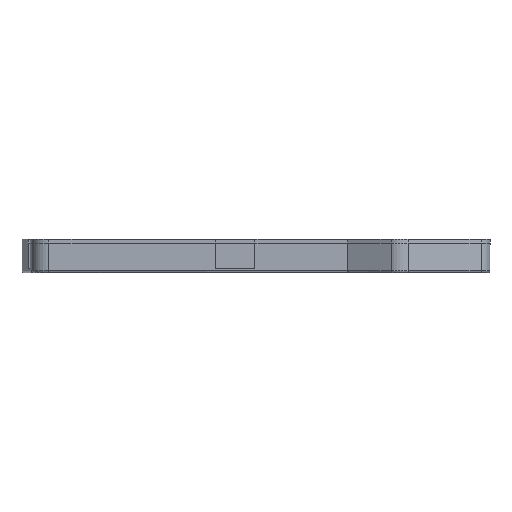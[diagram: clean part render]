
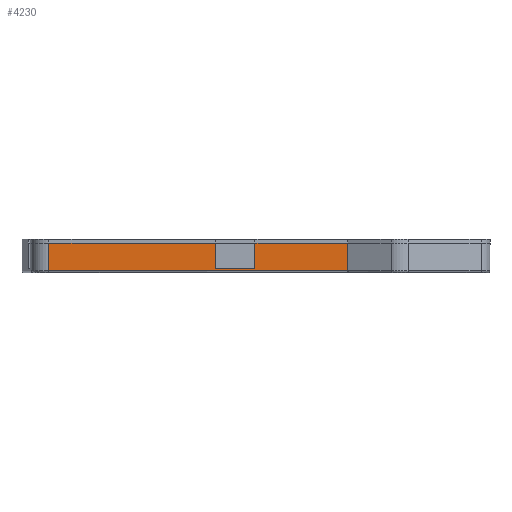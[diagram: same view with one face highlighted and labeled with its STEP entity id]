
A CAD part, left-side view. The second image highlights one B-rep face of the part: STEP entity #4230.
In plain terms, the highlighted planar face has unit normal (-1, 0, 0).
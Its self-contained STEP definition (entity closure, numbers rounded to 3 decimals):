
#977 = CYLINDRICAL_SURFACE('',#978,0.5);
#978 = AXIS2_PLACEMENT_3D('',#979,#980,#981);
#979 = CARTESIAN_POINT('',(85.274,-38.332,-0.5));
#980 = DIRECTION('',(0.,-1.,0.));
#981 = DIRECTION('',(-1.,0.,0.));
#1766 = PLANE('',#1767);
#1767 = AXIS2_PLACEMENT_3D('',#1768,#1769,#1770);
#1768 = CARTESIAN_POINT('',(84.775,-114.256,6.5));
#1769 = DIRECTION('',(-1.,0.,0.));
#1770 = DIRECTION('',(0.,1.,0.));
#2120 = PLANE('',#2121);
#2121 = AXIS2_PLACEMENT_3D('',#2122,#2123,#2124);
#2122 = CARTESIAN_POINT('',(84.775,-114.256,6.5));
#2123 = DIRECTION('',(-0.88,0.475,0.));
#2124 = DIRECTION('',(-0.475,-0.88,0.));
#2398 = VERTEX_POINT('',#2399);
#2399 = CARTESIAN_POINT('',(84.775,-114.256,-0.5));
#2512 = VERTEX_POINT('',#2513);
#2513 = CARTESIAN_POINT('',(84.774,-38.332,-0.5));
#2537 = EDGE_CURVE('',#2512,#2398,#2538,.T.);
#2538 = SURFACE_CURVE('',#2539,(#2543,#2550),.PCURVE_S1.);
#2539 = LINE('',#2540,#2541);
#2540 = CARTESIAN_POINT('',(84.774,-38.332,-0.5));
#2541 = VECTOR('',#2542,1.);
#2542 = DIRECTION('',(0.,-1.,0.));
#2543 = PCURVE('',#977,#2544);
#2544 = DEFINITIONAL_REPRESENTATION('',(#2545),#2549);
#2545 = LINE('',#2546,#2547);
#2546 = CARTESIAN_POINT('',(0.,0.));
#2547 = VECTOR('',#2548,1.);
#2548 = DIRECTION('',(0.,1.));
#2549 = ( GEOMETRIC_REPRESENTATION_CONTEXT(2) 
PARAMETRIC_REPRESENTATION_CONTEXT() REPRESENTATION_CONTEXT('2D SPACE',''
  ) );
#2550 = PCURVE('',#2551,#2556);
#2551 = PLANE('',#2552);
#2552 = AXIS2_PLACEMENT_3D('',#2553,#2554,#2555);
#2553 = CARTESIAN_POINT('',(84.774,-34.004,6.5));
#2554 = DIRECTION('',(-1.,0.,-0.));
#2555 = DIRECTION('',(0.,-1.,0.));
#2556 = DEFINITIONAL_REPRESENTATION('',(#2557),#2561);
#2557 = LINE('',#2558,#2559);
#2558 = CARTESIAN_POINT('',(4.328,-7.));
#2559 = VECTOR('',#2560,1.);
#2560 = DIRECTION('',(1.,0.));
#2561 = ( GEOMETRIC_REPRESENTATION_CONTEXT(2) 
PARAMETRIC_REPRESENTATION_CONTEXT() REPRESENTATION_CONTEXT('2D SPACE',''
  ) );
#2668 = CYLINDRICAL_SURFACE('',#2669,4.5);
#2669 = AXIS2_PLACEMENT_3D('',#2670,#2671,#2672);
#2670 = CARTESIAN_POINT('',(89.274,-38.332,6.5));
#2671 = DIRECTION('',(0.,0.,-1.));
#2672 = DIRECTION('',(-0.039,0.999,0.));
#3819 = VERTEX_POINT('',#3820);
#3820 = CARTESIAN_POINT('',(84.775,-90.65,6.5));
#3855 = PLANE('',#3856);
#3856 = AXIS2_PLACEMENT_3D('',#3857,#3858,#3859);
#3857 = CARTESIAN_POINT('',(88.55,-90.65,6.5));
#3858 = DIRECTION('',(0.,1.,0.));
#3859 = DIRECTION('',(-1.,0.,0.));
#3871 = VERTEX_POINT('',#3872);
#3872 = CARTESIAN_POINT('',(84.775,-114.256,6.5));
#3895 = EDGE_CURVE('',#3819,#3871,#3896,.T.);
#3896 = SURFACE_CURVE('',#3897,(#3901,#3908),.PCURVE_S1.);
#3897 = LINE('',#3898,#3899);
#3898 = CARTESIAN_POINT('',(84.774,-34.004,6.5));
#3899 = VECTOR('',#3900,1.);
#3900 = DIRECTION('',(0.,-1.,0.));
#3901 = PCURVE('',#1766,#3902);
#3902 = DEFINITIONAL_REPRESENTATION('',(#3903),#3907);
#3903 = LINE('',#3904,#3905);
#3904 = CARTESIAN_POINT('',(80.252,0.));
#3905 = VECTOR('',#3906,1.);
#3906 = DIRECTION('',(-1.,-0.));
#3907 = ( GEOMETRIC_REPRESENTATION_CONTEXT(2) 
PARAMETRIC_REPRESENTATION_CONTEXT() REPRESENTATION_CONTEXT('2D SPACE',''
  ) );
#3908 = PCURVE('',#2551,#3909);
#3909 = DEFINITIONAL_REPRESENTATION('',(#3910),#3914);
#3910 = LINE('',#3911,#3912);
#3911 = CARTESIAN_POINT('',(0.,0.));
#3912 = VECTOR('',#3913,1.);
#3913 = DIRECTION('',(1.,0.));
#3914 = ( GEOMETRIC_REPRESENTATION_CONTEXT(2) 
PARAMETRIC_REPRESENTATION_CONTEXT() REPRESENTATION_CONTEXT('2D SPACE',''
  ) );
#4128 = EDGE_CURVE('',#3871,#2398,#4129,.T.);
#4129 = SURFACE_CURVE('',#4130,(#4134,#4141),.PCURVE_S1.);
#4130 = LINE('',#4131,#4132);
#4131 = CARTESIAN_POINT('',(84.775,-114.256,6.5));
#4132 = VECTOR('',#4133,1.);
#4133 = DIRECTION('',(0.,0.,-1.));
#4134 = PCURVE('',#2120,#4135);
#4135 = DEFINITIONAL_REPRESENTATION('',(#4136),#4140);
#4136 = LINE('',#4137,#4138);
#4137 = CARTESIAN_POINT('',(0.,0.));
#4138 = VECTOR('',#4139,1.);
#4139 = DIRECTION('',(-0.,-1.));
#4140 = ( GEOMETRIC_REPRESENTATION_CONTEXT(2) 
PARAMETRIC_REPRESENTATION_CONTEXT() REPRESENTATION_CONTEXT('2D SPACE',''
  ) );
#4141 = PCURVE('',#2551,#4142);
#4142 = DEFINITIONAL_REPRESENTATION('',(#4143),#4147);
#4143 = LINE('',#4144,#4145);
#4144 = CARTESIAN_POINT('',(80.252,0.));
#4145 = VECTOR('',#4146,1.);
#4146 = DIRECTION('',(0.,-1.));
#4147 = ( GEOMETRIC_REPRESENTATION_CONTEXT(2) 
PARAMETRIC_REPRESENTATION_CONTEXT() REPRESENTATION_CONTEXT('2D SPACE',''
  ) );
#4230 = ADVANCED_FACE('',(#4231),#2551,.T.);
#4231 = FACE_BOUND('',#4232,.T.);
#4232 = EDGE_LOOP('',(#4233,#4256,#4257,#4258,#4259,#4282,#4310,#4338));
#4233 = ORIENTED_EDGE('',*,*,#4234,.T.);
#4234 = EDGE_CURVE('',#4235,#2512,#4237,.T.);
#4235 = VERTEX_POINT('',#4236);
#4236 = CARTESIAN_POINT('',(84.774,-38.332,6.5));
#4237 = SURFACE_CURVE('',#4238,(#4242,#4249),.PCURVE_S1.);
#4238 = LINE('',#4239,#4240);
#4239 = CARTESIAN_POINT('',(84.774,-38.332,6.5));
#4240 = VECTOR('',#4241,1.);
#4241 = DIRECTION('',(0.,0.,-1.));
#4242 = PCURVE('',#2551,#4243);
#4243 = DEFINITIONAL_REPRESENTATION('',(#4244),#4248);
#4244 = LINE('',#4245,#4246);
#4245 = CARTESIAN_POINT('',(4.328,0.));
#4246 = VECTOR('',#4247,1.);
#4247 = DIRECTION('',(0.,-1.));
#4248 = ( GEOMETRIC_REPRESENTATION_CONTEXT(2) 
PARAMETRIC_REPRESENTATION_CONTEXT() REPRESENTATION_CONTEXT('2D SPACE',''
  ) );
#4249 = PCURVE('',#2668,#4250);
#4250 = DEFINITIONAL_REPRESENTATION('',(#4251),#4255);
#4251 = LINE('',#4252,#4253);
#4252 = CARTESIAN_POINT('',(-1.532,0.));
#4253 = VECTOR('',#4254,1.);
#4254 = DIRECTION('',(-0.,1.));
#4255 = ( GEOMETRIC_REPRESENTATION_CONTEXT(2) 
PARAMETRIC_REPRESENTATION_CONTEXT() REPRESENTATION_CONTEXT('2D SPACE',''
  ) );
#4256 = ORIENTED_EDGE('',*,*,#2537,.T.);
#4257 = ORIENTED_EDGE('',*,*,#4128,.F.);
#4258 = ORIENTED_EDGE('',*,*,#3895,.F.);
#4259 = ORIENTED_EDGE('',*,*,#4260,.T.);
#4260 = EDGE_CURVE('',#3819,#4261,#4263,.T.);
#4261 = VERTEX_POINT('',#4262);
#4262 = CARTESIAN_POINT('',(84.775,-90.65,0.01));
#4263 = SURFACE_CURVE('',#4264,(#4268,#4275),.PCURVE_S1.);
#4264 = LINE('',#4265,#4266);
#4265 = CARTESIAN_POINT('',(84.775,-90.65,6.5));
#4266 = VECTOR('',#4267,1.);
#4267 = DIRECTION('',(0.,0.,-1.));
#4268 = PCURVE('',#2551,#4269);
#4269 = DEFINITIONAL_REPRESENTATION('',(#4270),#4274);
#4270 = LINE('',#4271,#4272);
#4271 = CARTESIAN_POINT('',(56.646,0.));
#4272 = VECTOR('',#4273,1.);
#4273 = DIRECTION('',(0.,-1.));
#4274 = ( GEOMETRIC_REPRESENTATION_CONTEXT(2) 
PARAMETRIC_REPRESENTATION_CONTEXT() REPRESENTATION_CONTEXT('2D SPACE',''
  ) );
#4275 = PCURVE('',#3855,#4276);
#4276 = DEFINITIONAL_REPRESENTATION('',(#4277),#4281);
#4277 = LINE('',#4278,#4279);
#4278 = CARTESIAN_POINT('',(3.775,0.));
#4279 = VECTOR('',#4280,1.);
#4280 = DIRECTION('',(0.,-1.));
#4281 = ( GEOMETRIC_REPRESENTATION_CONTEXT(2) 
PARAMETRIC_REPRESENTATION_CONTEXT() REPRESENTATION_CONTEXT('2D SPACE',''
  ) );
#4282 = ORIENTED_EDGE('',*,*,#4283,.T.);
#4283 = EDGE_CURVE('',#4261,#4284,#4286,.T.);
#4284 = VERTEX_POINT('',#4285);
#4285 = CARTESIAN_POINT('',(84.775,-80.65,0.01));
#4286 = SURFACE_CURVE('',#4287,(#4291,#4298),.PCURVE_S1.);
#4287 = LINE('',#4288,#4289);
#4288 = CARTESIAN_POINT('',(84.774,-45.578,0.01));
#4289 = VECTOR('',#4290,1.);
#4290 = DIRECTION('',(0.,1.,0.));
#4291 = PCURVE('',#2551,#4292);
#4292 = DEFINITIONAL_REPRESENTATION('',(#4293),#4297);
#4293 = LINE('',#4294,#4295);
#4294 = CARTESIAN_POINT('',(11.574,-6.49));
#4295 = VECTOR('',#4296,1.);
#4296 = DIRECTION('',(-1.,0.));
#4297 = ( GEOMETRIC_REPRESENTATION_CONTEXT(2) 
PARAMETRIC_REPRESENTATION_CONTEXT() REPRESENTATION_CONTEXT('2D SPACE',''
  ) );
#4298 = PCURVE('',#4299,#4304);
#4299 = PLANE('',#4300);
#4300 = AXIS2_PLACEMENT_3D('',#4301,#4302,#4303);
#4301 = CARTESIAN_POINT('',(94.552,-57.152,0.01));
#4302 = DIRECTION('',(0.,0.,1.));
#4303 = DIRECTION('',(1.,0.,0.));
#4304 = DEFINITIONAL_REPRESENTATION('',(#4305),#4309);
#4305 = LINE('',#4306,#4307);
#4306 = CARTESIAN_POINT('',(-9.778,11.574));
#4307 = VECTOR('',#4308,1.);
#4308 = DIRECTION('',(0.,1.));
#4309 = ( GEOMETRIC_REPRESENTATION_CONTEXT(2) 
PARAMETRIC_REPRESENTATION_CONTEXT() REPRESENTATION_CONTEXT('2D SPACE',''
  ) );
#4310 = ORIENTED_EDGE('',*,*,#4311,.T.);
#4311 = EDGE_CURVE('',#4284,#4312,#4314,.T.);
#4312 = VERTEX_POINT('',#4313);
#4313 = CARTESIAN_POINT('',(84.775,-80.65,6.5));
#4314 = SURFACE_CURVE('',#4315,(#4319,#4326),.PCURVE_S1.);
#4315 = LINE('',#4316,#4317);
#4316 = CARTESIAN_POINT('',(84.775,-80.65,6.5));
#4317 = VECTOR('',#4318,1.);
#4318 = DIRECTION('',(0.,0.,1.));
#4319 = PCURVE('',#2551,#4320);
#4320 = DEFINITIONAL_REPRESENTATION('',(#4321),#4325);
#4321 = LINE('',#4322,#4323);
#4322 = CARTESIAN_POINT('',(46.646,0.));
#4323 = VECTOR('',#4324,1.);
#4324 = DIRECTION('',(0.,1.));
#4325 = ( GEOMETRIC_REPRESENTATION_CONTEXT(2) 
PARAMETRIC_REPRESENTATION_CONTEXT() REPRESENTATION_CONTEXT('2D SPACE',''
  ) );
#4326 = PCURVE('',#4327,#4332);
#4327 = PLANE('',#4328);
#4328 = AXIS2_PLACEMENT_3D('',#4329,#4330,#4331);
#4329 = CARTESIAN_POINT('',(82.55,-80.65,6.5));
#4330 = DIRECTION('',(0.,-1.,0.));
#4331 = DIRECTION('',(1.,0.,0.));
#4332 = DEFINITIONAL_REPRESENTATION('',(#4333),#4337);
#4333 = LINE('',#4334,#4335);
#4334 = CARTESIAN_POINT('',(2.225,0.));
#4335 = VECTOR('',#4336,1.);
#4336 = DIRECTION('',(0.,1.));
#4337 = ( GEOMETRIC_REPRESENTATION_CONTEXT(2) 
PARAMETRIC_REPRESENTATION_CONTEXT() REPRESENTATION_CONTEXT('2D SPACE',''
  ) );
#4338 = ORIENTED_EDGE('',*,*,#4339,.F.);
#4339 = EDGE_CURVE('',#4235,#4312,#4340,.T.);
#4340 = SURFACE_CURVE('',#4341,(#4345,#4352),.PCURVE_S1.);
#4341 = LINE('',#4342,#4343);
#4342 = CARTESIAN_POINT('',(84.774,-34.004,6.5));
#4343 = VECTOR('',#4344,1.);
#4344 = DIRECTION('',(0.,-1.,0.));
#4345 = PCURVE('',#2551,#4346);
#4346 = DEFINITIONAL_REPRESENTATION('',(#4347),#4351);
#4347 = LINE('',#4348,#4349);
#4348 = CARTESIAN_POINT('',(0.,0.));
#4349 = VECTOR('',#4350,1.);
#4350 = DIRECTION('',(1.,0.));
#4351 = ( GEOMETRIC_REPRESENTATION_CONTEXT(2) 
PARAMETRIC_REPRESENTATION_CONTEXT() REPRESENTATION_CONTEXT('2D SPACE',''
  ) );
#4352 = PCURVE('',#4353,#4358);
#4353 = PLANE('',#4354);
#4354 = AXIS2_PLACEMENT_3D('',#4355,#4356,#4357);
#4355 = CARTESIAN_POINT('',(84.774,-38.332,6.5));
#4356 = DIRECTION('',(1.,0.,0.));
#4357 = DIRECTION('',(0.,-1.,0.));
#4358 = DEFINITIONAL_REPRESENTATION('',(#4359),#4363);
#4359 = LINE('',#4360,#4361);
#4360 = CARTESIAN_POINT('',(-4.328,0.));
#4361 = VECTOR('',#4362,1.);
#4362 = DIRECTION('',(1.,0.));
#4363 = ( GEOMETRIC_REPRESENTATION_CONTEXT(2) 
PARAMETRIC_REPRESENTATION_CONTEXT() REPRESENTATION_CONTEXT('2D SPACE',''
  ) );
